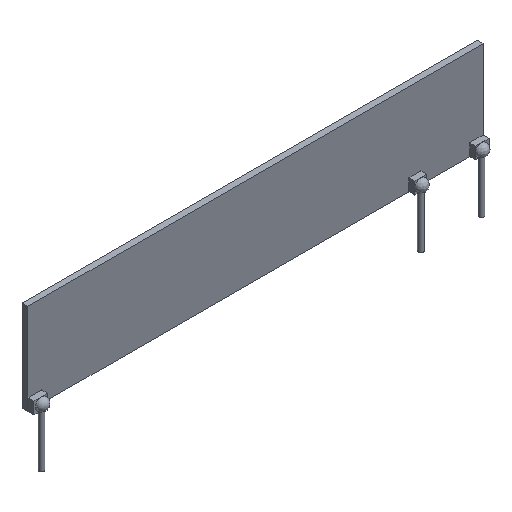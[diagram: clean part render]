
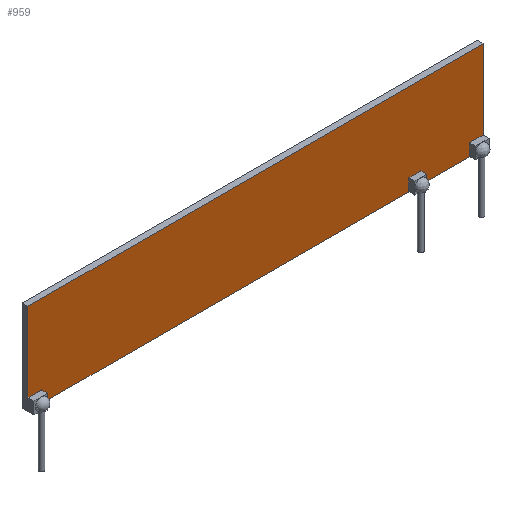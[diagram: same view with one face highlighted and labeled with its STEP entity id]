
A CAD part, isometric view. The second image highlights one B-rep face of the part: STEP entity #959.
In plain terms, the highlighted free-form (B-spline) face has degree [1, 1] with [2, 2] control points.
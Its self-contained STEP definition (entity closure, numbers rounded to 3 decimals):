
#856=CARTESIAN_POINT('',(38.1,1.0,20.24));
#857=VERTEX_POINT('',#856);
#864=CARTESIAN_POINT('',(38.1,1.0,5.0));
#865=VERTEX_POINT('',#864);
#866=CARTESIAN_POINT('',(38.1,1.0,20.24));
#867=DIRECTION('',(0.0,0.0,-1.0));
#868=VECTOR('',#867,15.24);
#869=LINE('',#866,#868);
#870=EDGE_CURVE('',#857,#865,#869,.T.);
#887=CARTESIAN_POINT('',(-38.1,1.0,5.0));
#888=VERTEX_POINT('',#887);
#889=CARTESIAN_POINT('',(-38.1,1.0,5.0));
#890=DIRECTION('',(1.0,0.0,0.0));
#891=VECTOR('',#890,76.2);
#892=LINE('',#889,#891);
#893=EDGE_CURVE('',#888,#865,#892,.T.);
#926=CARTESIAN_POINT('',(-38.1,1.0,20.24));
#927=VERTEX_POINT('',#926);
#934=CARTESIAN_POINT('',(38.1,1.0,20.24));
#935=DIRECTION('',(-1.0,0.0,0.0));
#936=VECTOR('',#935,76.2);
#937=LINE('',#934,#936);
#938=EDGE_CURVE('',#857,#927,#937,.T.);
#943=CARTESIAN_POINT('',(38.1,1.0,20.24));
#944=CARTESIAN_POINT('',(38.1,1.0,5.0));
#945=CARTESIAN_POINT('',(-38.1,1.0,20.24));
#946=CARTESIAN_POINT('',(-38.1,1.0,5.0));
#947=B_SPLINE_SURFACE_WITH_KNOTS('',1,1,((#943,#945),(#944,#946)),.UNSPECIFIED.,.F.,.F.,.U.,(2,2),(2,2),(0.0,15.24),(0.0,76.2),.UNSPECIFIED.);
#948=ORIENTED_EDGE('',*,*,#870,.F.);
#949=ORIENTED_EDGE('',*,*,#938,.T.);
#950=CARTESIAN_POINT('',(-38.1,1.0,20.24));
#951=DIRECTION('',(0.0,0.0,-1.0));
#952=VECTOR('',#951,15.24);
#953=LINE('',#950,#952);
#954=EDGE_CURVE('',#927,#888,#953,.T.);
#955=ORIENTED_EDGE('',*,*,#954,.T.);
#956=ORIENTED_EDGE('',*,*,#893,.T.);
#957=EDGE_LOOP('',(#948,#949,#955,#956));
#958=FACE_OUTER_BOUND('',#957,.T.);
#959=ADVANCED_FACE('',(#958),#947,.F.);
